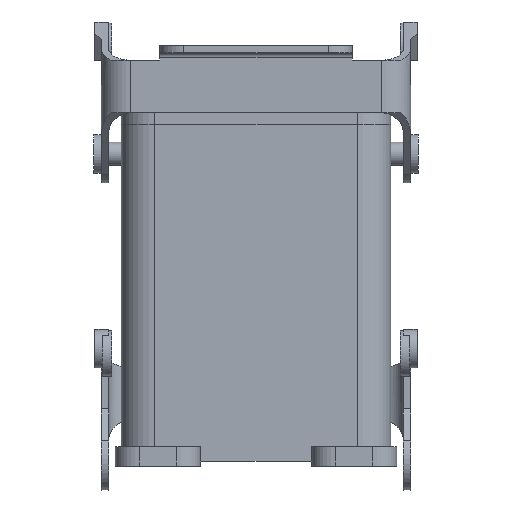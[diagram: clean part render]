
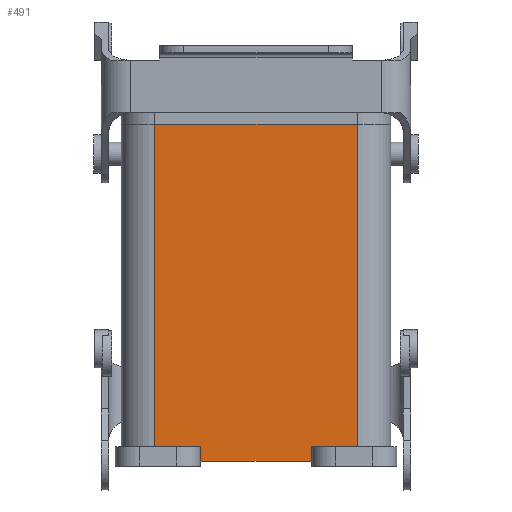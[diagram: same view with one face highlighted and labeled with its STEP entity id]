
A CAD part, left-side view. The second image highlights one B-rep face of the part: STEP entity #491.
In plain terms, the highlighted planar face has unit normal (-1, 0, 0).
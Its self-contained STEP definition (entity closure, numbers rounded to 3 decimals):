
#491 = ADVANCED_FACE( '', ( #1088 ), #1089, .F. );
#1088 = FACE_OUTER_BOUND( '', #1778, .T. );
#1089 = PLANE( '', #1779 );
#1778 = EDGE_LOOP( '', ( #3190, #3191, #3192, #3193, #3194, #3195, #3196, #3197 ) );
#1779 = AXIS2_PLACEMENT_3D( '', #3198, #3199, #3200 );
#3190 = ORIENTED_EDGE( '', *, *, #3965, .T. );
#3191 = ORIENTED_EDGE( '', *, *, #4204, .T. );
#3192 = ORIENTED_EDGE( '', *, *, #4296, .F. );
#3193 = ORIENTED_EDGE( '', *, *, #4423, .F. );
#3194 = ORIENTED_EDGE( '', *, *, #3886, .F. );
#3195 = ORIENTED_EDGE( '', *, *, #4302, .F. );
#3196 = ORIENTED_EDGE( '', *, *, #4414, .T. );
#3197 = ORIENTED_EDGE( '', *, *, #4003, .T. );
#3198 = CARTESIAN_POINT( '', ( -41., 0., 70. ) );
#3199 = DIRECTION( '', ( 1., 0., 0. ) );
#3200 = DIRECTION( '', ( 0., 0., -1. ) );
#3886 = EDGE_CURVE( '', #4609, #4610, #4611, .T. );
#3965 = EDGE_CURVE( '', #4751, #4752, #4753, .T. );
#4003 = EDGE_CURVE( '', #4820, #4751, #4821, .T. );
#4204 = EDGE_CURVE( '', #4752, #5152, #5154, .F. );
#4296 = EDGE_CURVE( '', #5285, #5152, #5287, .T. );
#4302 = EDGE_CURVE( '', #5295, #4609, #5296, .T. );
#4414 = EDGE_CURVE( '', #5295, #4820, #5443, .T. );
#4423 = EDGE_CURVE( '', #4610, #5285, #5456, .F. );
#4609 = VERTEX_POINT( '', #5670 );
#4610 = VERTEX_POINT( '', #5671 );
#4611 = LINE( '', #5672, #5673 );
#4751 = VERTEX_POINT( '', #5848 );
#4752 = VERTEX_POINT( '', #5849 );
#4753 = LINE( '', #5850, #5851 );
#4820 = VERTEX_POINT( '', #5938 );
#4821 = LINE( '', #5939, #5940 );
#5152 = VERTEX_POINT( '', #6433 );
#5154 = LINE( '', #6435, #6436 );
#5285 = VERTEX_POINT( '', #6628 );
#5287 = LINE( '', #6630, #6631 );
#5295 = VERTEX_POINT( '', #6641 );
#5296 = LINE( '', #6642, #6643 );
#5443 = LINE( '', #6844, #6845 );
#5456 = LINE( '', #6864, #6865 );
#5670 = CARTESIAN_POINT( '', ( -41., 11.5, 3. ) );
#5671 = CARTESIAN_POINT( '', ( -41., 21., 3. ) );
#5672 = CARTESIAN_POINT( '', ( -41., 0., 3. ) );
#5673 = VECTOR( '', #7092, 1000. );
#5848 = CARTESIAN_POINT( '', ( -41., -11.5, 3. ) );
#5849 = CARTESIAN_POINT( '', ( -41., -21., 3. ) );
#5850 = CARTESIAN_POINT( '', ( -41., 0., 3. ) );
#5851 = VECTOR( '', #7215, 1000. );
#5938 = CARTESIAN_POINT( '', ( -41., -11.5, 0. ) );
#5939 = CARTESIAN_POINT( '', ( -41., -11.5, 70. ) );
#5940 = VECTOR( '', #7272, 1000. );
#6433 = CARTESIAN_POINT( '', ( -41., -21., 70. ) );
#6435 = CARTESIAN_POINT( '', ( -41., -21., 70. ) );
#6436 = VECTOR( '', #7540, 1000. );
#6628 = CARTESIAN_POINT( '', ( -41., 21., 70. ) );
#6630 = CARTESIAN_POINT( '', ( -41., 0., 70. ) );
#6631 = VECTOR( '', #7645, 1000. );
#6641 = CARTESIAN_POINT( '', ( -41., 11.5, 0. ) );
#6642 = CARTESIAN_POINT( '', ( -41., 11.5, 70. ) );
#6643 = VECTOR( '', #7654, 1000. );
#6844 = CARTESIAN_POINT( '', ( -41., 0., 0. ) );
#6845 = VECTOR( '', #7781, 1000. );
#6864 = CARTESIAN_POINT( '', ( -41., 21., 70. ) );
#6865 = VECTOR( '', #7788, 1000. );
#7092 = DIRECTION( '', ( 0., 1., 0. ) );
#7215 = DIRECTION( '', ( 0., -1., 0. ) );
#7272 = DIRECTION( '', ( 0., 0., 1. ) );
#7540 = DIRECTION( '', ( 0., 0., -1. ) );
#7645 = DIRECTION( '', ( 0., -1., 0. ) );
#7654 = DIRECTION( '', ( 0., 0., 1. ) );
#7781 = DIRECTION( '', ( 0., -1., 0. ) );
#7788 = DIRECTION( '', ( 0., 0., -1. ) );
